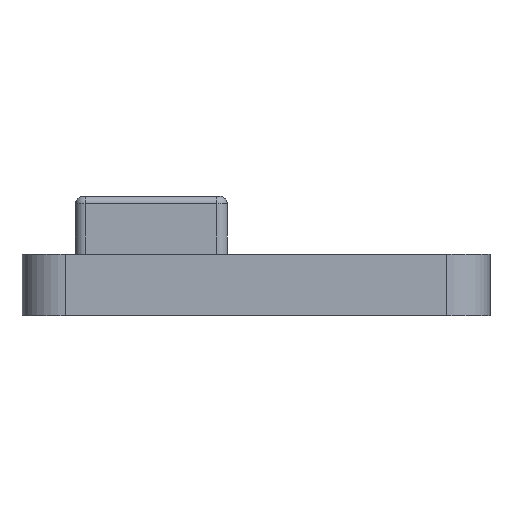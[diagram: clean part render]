
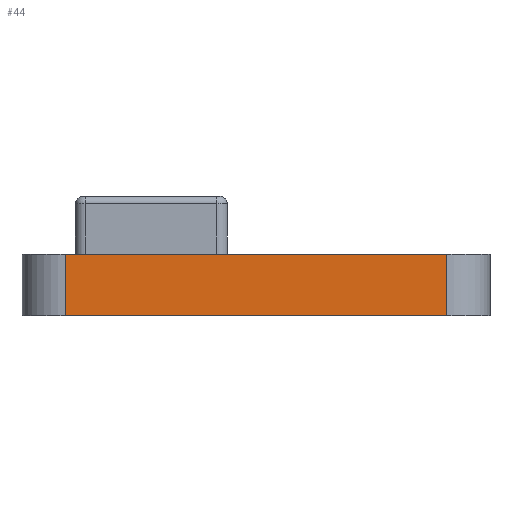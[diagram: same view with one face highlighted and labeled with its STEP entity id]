
A CAD part, left-side view. The second image highlights one B-rep face of the part: STEP entity #44.
In plain terms, the highlighted planar face has unit normal (-1, 0, 0).
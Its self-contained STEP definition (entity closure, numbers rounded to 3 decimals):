
#44 = ADVANCED_FACE ( 'NONE', ( #4927 ), #928, .F. ) ;
#175 = VERTEX_POINT ( 'NONE', #1177 ) ;
#541 = CARTESIAN_POINT ( 'NONE',  ( -26.7, -13.2, 4.25 ) ) ;
#557 = CARTESIAN_POINT ( 'NONE',  ( -26.7, -13.2, 4.25 ) ) ;
#812 = VECTOR ( 'NONE', #3987, 1000. ) ;
#928 = PLANE ( 'NONE',  #3021 ) ;
#951 = DIRECTION ( 'NONE',  ( 0., 1., 0. ) ) ;
#989 = EDGE_LOOP ( 'NONE', ( #4712, #1159, #2858, #999 ) ) ;
#999 = ORIENTED_EDGE ( 'NONE', *, *, #2064, .T. ) ;
#1041 = DIRECTION ( 'NONE',  ( 0., -1., 0. ) ) ;
#1159 = ORIENTED_EDGE ( 'NONE', *, *, #1296, .F. ) ;
#1177 = CARTESIAN_POINT ( 'NONE',  ( -26.7, 13.2, 4.25 ) ) ;
#1212 = CARTESIAN_POINT ( 'NONE',  ( -26.7, 13.2, 4.25 ) ) ;
#1217 = CARTESIAN_POINT ( 'NONE',  ( -26.7, -13.2, 4.25 ) ) ;
#1296 = EDGE_CURVE ( 'NONE', #4746, #2211, #2317, .T. ) ;
#1514 = VECTOR ( 'NONE', #1965, 1000. ) ;
#1588 = LINE ( 'NONE', #1212, #812 ) ;
#1833 = LINE ( 'NONE', #5041, #3910 ) ;
#1965 = DIRECTION ( 'NONE',  ( 0., -1., 0. ) ) ;
#2005 = EDGE_CURVE ( 'NONE', #175, #4746, #1833, .T. ) ;
#2064 = EDGE_CURVE ( 'NONE', #175, #3437, #1588, .T. ) ;
#2133 = CARTESIAN_POINT ( 'NONE',  ( -26.7, -13.2, 0. ) ) ;
#2211 = VERTEX_POINT ( 'NONE', #2133 ) ;
#2317 = LINE ( 'NONE', #557, #3922 ) ;
#2453 = CARTESIAN_POINT ( 'NONE',  ( -26.7, -13.2, 0. ) ) ;
#2752 = LINE ( 'NONE', #2453, #1514 ) ;
#2858 = ORIENTED_EDGE ( 'NONE', *, *, #2005, .F. ) ;
#3021 = AXIS2_PLACEMENT_3D ( 'NONE', #541, #4267, #951 ) ;
#3437 = VERTEX_POINT ( 'NONE', #5009 ) ;
#3788 = DIRECTION ( 'NONE',  ( 0., 0., -1. ) ) ;
#3910 = VECTOR ( 'NONE', #1041, 1000. ) ;
#3922 = VECTOR ( 'NONE', #3788, 1000. ) ;
#3987 = DIRECTION ( 'NONE',  ( 0., 0., -1. ) ) ;
#4267 = DIRECTION ( 'NONE',  ( 1., 0., 0. ) ) ;
#4686 = EDGE_CURVE ( 'NONE', #3437, #2211, #2752, .T. ) ;
#4712 = ORIENTED_EDGE ( 'NONE', *, *, #4686, .T. ) ;
#4746 = VERTEX_POINT ( 'NONE', #1217 ) ;
#4927 = FACE_OUTER_BOUND ( 'NONE', #989, .T. ) ;
#5009 = CARTESIAN_POINT ( 'NONE',  ( -26.7, 13.2, 0. ) ) ;
#5041 = CARTESIAN_POINT ( 'NONE',  ( -26.7, -13.2, 4.25 ) ) ;
